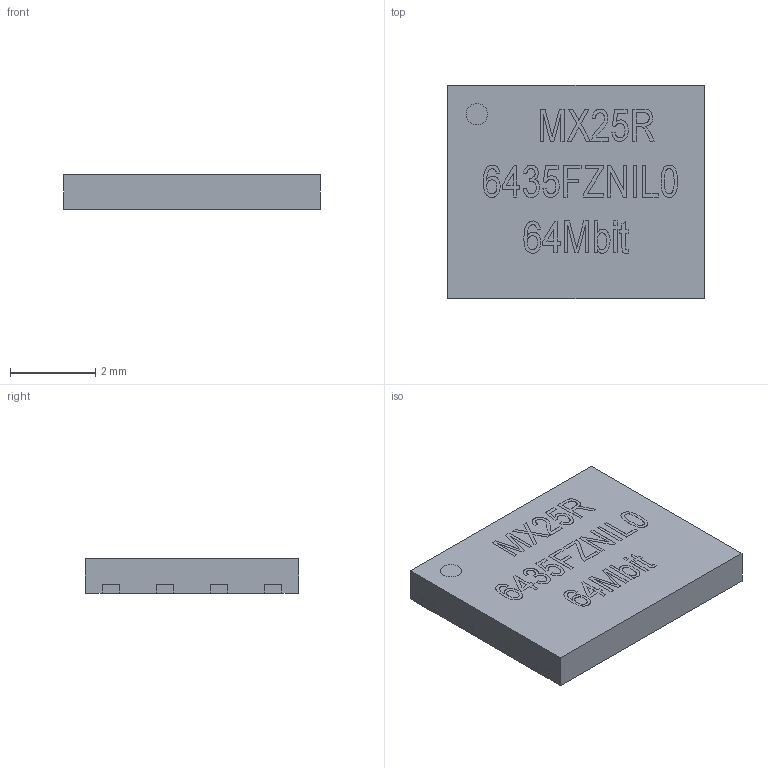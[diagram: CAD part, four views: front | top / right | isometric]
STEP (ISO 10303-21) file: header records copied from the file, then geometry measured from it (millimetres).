
FILE_DESCRIPTION ( ( 'STEP AP214' ), '1' );
FILE_NAME ( 'MX25R6435FZNIL0.STEP', '', ( '' ), ( '' ), '', '', '' );
FILE_SCHEMA (( 'AUTOMOTIVE_DESIGN' ));
Length unit declared in the file: millimetre
Products named in the file (1): MX25R6435FZNIL0
Bounding box: 6 x 5 x 0.8 mm (x, y, z)
Volume: 24 mm3; surface area: 77.7 mm2
Topology: 1 solids, 1 shells, 332 faces, 918 edges, 619 vertices
Faces by surface type: plane 219, bspline 111, cylinder 2
Entity records: 19435 total; most frequent: CARTESIAN_POINT 8005, ORIENTED_EDGE 1836, DIRECTION 1152, EDGE_CURVE 918, LINE 684, VECTOR 684, VERTEX_POINT 619, EDGE_LOOP 363
